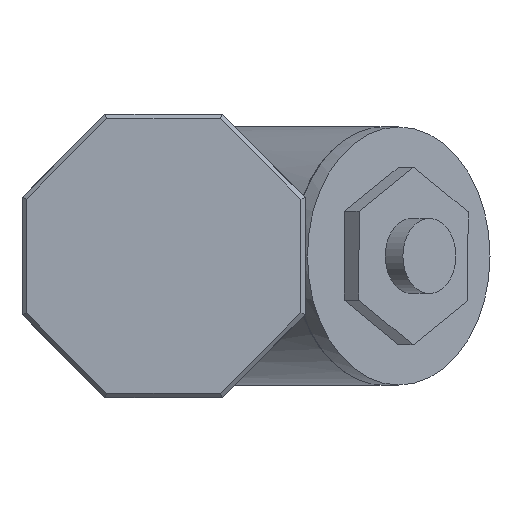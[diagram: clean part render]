
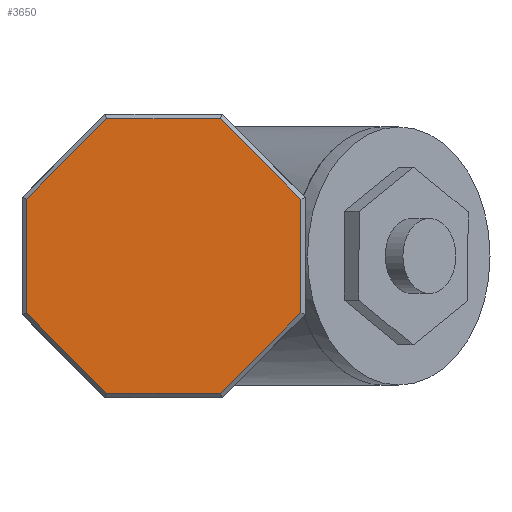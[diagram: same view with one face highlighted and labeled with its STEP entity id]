
A CAD part, left-side view. The second image highlights one B-rep face of the part: STEP entity #3650.
In plain terms, the highlighted planar face has unit normal (-1, 0, 0).
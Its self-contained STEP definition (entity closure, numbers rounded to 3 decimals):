
#2497=CARTESIAN_POINT('Line Origine',(-518.284,-23.335,-23.335)) ;
#2501=CARTESIAN_POINT('Vertex',(-518.284,-13.669,-33.)) ;
#2503=CARTESIAN_POINT('Vertex',(-518.284,-33.,-13.669)) ;
#3561=CARTESIAN_POINT('Line Origine',(-518.284,-33.,0.)) ;
#3565=CARTESIAN_POINT('Vertex',(-518.284,-33.,13.669)) ;
#3584=CARTESIAN_POINT('Line Origine',(-518.284,0.,-33.)) ;
#3588=CARTESIAN_POINT('Vertex',(-518.284,13.669,-33.)) ;
#3602=CARTESIAN_POINT('Axis2P3D Location',(-518.284,0.,0.)) ;
#3607=CARTESIAN_POINT('Line Origine',(-518.284,-23.335,23.335)) ;
#3611=CARTESIAN_POINT('Vertex',(-518.284,-13.669,33.)) ;
#3614=CARTESIAN_POINT('Line Origine',(-518.284,0.,33.)) ;
#3618=CARTESIAN_POINT('Vertex',(-518.284,13.669,33.)) ;
#3621=CARTESIAN_POINT('Line Origine',(-518.284,23.335,23.335)) ;
#3625=CARTESIAN_POINT('Vertex',(-518.284,33.,13.669)) ;
#3628=CARTESIAN_POINT('Line Origine',(-518.284,33.,0.)) ;
#3632=CARTESIAN_POINT('Vertex',(-518.284,33.,-13.669)) ;
#3635=CARTESIAN_POINT('Line Origine',(-518.284,23.335,-23.335)) ;
#2499=VECTOR('Line Direction',#2498,1.) ;
#3563=VECTOR('Line Direction',#3562,1.) ;
#3586=VECTOR('Line Direction',#3585,1.) ;
#3609=VECTOR('Line Direction',#3608,1.) ;
#3616=VECTOR('Line Direction',#3615,1.) ;
#3623=VECTOR('Line Direction',#3622,1.) ;
#3630=VECTOR('Line Direction',#3629,1.) ;
#3637=VECTOR('Line Direction',#3636,1.) ;
#2498=DIRECTION('Vector Direction',(0.,-0.707,0.707)) ;
#3562=DIRECTION('Vector Direction',(0.,0.,1.)) ;
#3585=DIRECTION('Vector Direction',(0.,-1.,0.)) ;
#3603=DIRECTION('Axis2P3D Direction',(-1.,0.,0.)) ;
#3604=DIRECTION('Axis2P3D XDirection',(0.,0.,-1.)) ;
#3608=DIRECTION('Vector Direction',(0.,0.707,0.707)) ;
#3615=DIRECTION('Vector Direction',(0.,1.,0.)) ;
#3622=DIRECTION('Vector Direction',(0.,0.707,-0.707)) ;
#3629=DIRECTION('Vector Direction',(0.,0.,-1.)) ;
#3636=DIRECTION('Vector Direction',(0.,-0.707,-0.707)) ;
#3605=AXIS2_PLACEMENT_3D('Plane Axis2P3D',#3602,#3603,#3604) ;
#2500=LINE('Line',#2497,#2499) ;
#3564=LINE('Line',#3561,#3563) ;
#3587=LINE('Line',#3584,#3586) ;
#3610=LINE('Line',#3607,#3609) ;
#3617=LINE('Line',#3614,#3616) ;
#3624=LINE('Line',#3621,#3623) ;
#3631=LINE('Line',#3628,#3630) ;
#3638=LINE('Line',#3635,#3637) ;
#3606=PLANE('',#3605) ;
#2505=EDGE_CURVE('',#2502,#2504,#2500,.T.) ;
#3567=EDGE_CURVE('',#2504,#3566,#3564,.T.) ;
#3590=EDGE_CURVE('',#3589,#2502,#3587,.T.) ;
#3613=EDGE_CURVE('',#3566,#3612,#3610,.T.) ;
#3620=EDGE_CURVE('',#3612,#3619,#3617,.T.) ;
#3627=EDGE_CURVE('',#3619,#3626,#3624,.T.) ;
#3634=EDGE_CURVE('',#3626,#3633,#3631,.T.) ;
#3639=EDGE_CURVE('',#3633,#3589,#3638,.T.) ;
#3641=ORIENTED_EDGE('',*,*,#3590,.T.) ;
#3642=ORIENTED_EDGE('',*,*,#2505,.T.) ;
#3643=ORIENTED_EDGE('',*,*,#3567,.T.) ;
#3644=ORIENTED_EDGE('',*,*,#3613,.T.) ;
#3645=ORIENTED_EDGE('',*,*,#3620,.T.) ;
#3646=ORIENTED_EDGE('',*,*,#3627,.T.) ;
#3647=ORIENTED_EDGE('',*,*,#3634,.T.) ;
#3648=ORIENTED_EDGE('',*,*,#3639,.T.) ;
#3640=EDGE_LOOP('',(#3641,#3642,#3643,#3644,#3645,#3646,#3647,#3648)) ;
#2502=VERTEX_POINT('',#2501) ;
#2504=VERTEX_POINT('',#2503) ;
#3566=VERTEX_POINT('',#3565) ;
#3589=VERTEX_POINT('',#3588) ;
#3612=VERTEX_POINT('',#3611) ;
#3619=VERTEX_POINT('',#3618) ;
#3626=VERTEX_POINT('',#3625) ;
#3633=VERTEX_POINT('',#3632) ;
#3650=ADVANCED_FACE('PartBody',(#3649),#3606,.T.) ;
#3649=FACE_OUTER_BOUND('',#3640,.T.) ;
